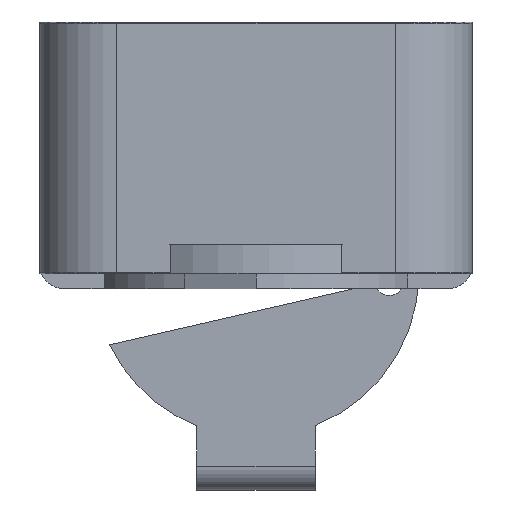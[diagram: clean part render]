
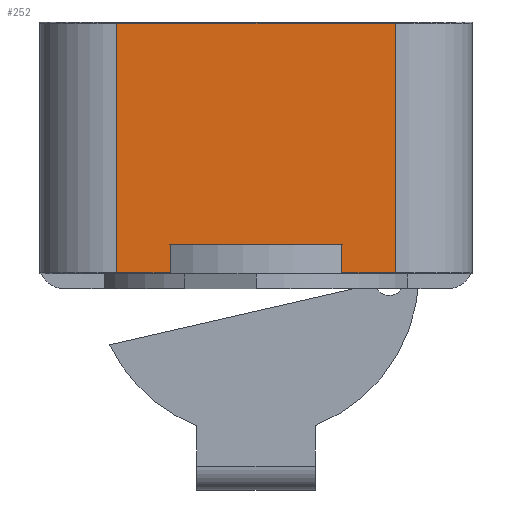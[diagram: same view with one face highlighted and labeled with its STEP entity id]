
A CAD part, front view. The second image highlights one B-rep face of the part: STEP entity #252.
In plain terms, the highlighted planar face has unit normal (0, -1, 0).
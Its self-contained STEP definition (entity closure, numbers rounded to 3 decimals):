
#252 = ADVANCED_FACE( '', ( #598 ), #599, .F. );
#598 = FACE_OUTER_BOUND( '', #1072, .T. );
#599 = PLANE( '', #1073 );
#1072 = EDGE_LOOP( '', ( #1758, #1759, #1760, #1761, #1762, #1763, #1764, #1765 ) );
#1073 = AXIS2_PLACEMENT_3D( '', #1766, #1767, #1768 );
#1758 = ORIENTED_EDGE( '', *, *, #3257, .F. );
#1759 = ORIENTED_EDGE( '', *, *, #3258, .T. );
#1760 = ORIENTED_EDGE( '', *, *, #3155, .T. );
#1761 = ORIENTED_EDGE( '', *, *, #3259, .T. );
#1762 = ORIENTED_EDGE( '', *, *, #3125, .T. );
#1763 = ORIENTED_EDGE( '', *, *, #3164, .T. );
#1764 = ORIENTED_EDGE( '', *, *, #3260, .T. );
#1765 = ORIENTED_EDGE( '', *, *, #3261, .F. );
#1766 = CARTESIAN_POINT( '', ( -3.65, -3.65, 4.25 ) );
#1767 = DIRECTION( '', ( 0., 1., 0. ) );
#1768 = DIRECTION( '', ( -1., 0., 0. ) );
#3125 = EDGE_CURVE( '', #3725, #3723, #3726, .F. );
#3155 = EDGE_CURVE( '', #3771, #3775, #3777, .T. );
#3164 = EDGE_CURVE( '', #3723, #3791, #3793, .T. );
#3257 = EDGE_CURVE( '', #3952, #3953, #3954, .T. );
#3258 = EDGE_CURVE( '', #3952, #3771, #3955, .T. );
#3259 = EDGE_CURVE( '', #3775, #3725, #3956, .F. );
#3260 = EDGE_CURVE( '', #3791, #3957, #3958, .T. );
#3261 = EDGE_CURVE( '', #3953, #3957, #3959, .T. );
#3723 = VERTEX_POINT( '', #4802 );
#3725 = VERTEX_POINT( '', #4804 );
#3726 = LINE( '', #4805, #4806 );
#3771 = VERTEX_POINT( '', #4904 );
#3775 = VERTEX_POINT( '', #4909 );
#3777 = LINE( '', #4911, #4912 );
#3791 = VERTEX_POINT( '', #4929 );
#3793 = LINE( '', #4931, #4932 );
#3952 = VERTEX_POINT( '', #5197 );
#3953 = VERTEX_POINT( '', #5198 );
#3954 = LINE( '', #5199, #5200 );
#3955 = LINE( '', #5201, #5202 );
#3956 = LINE( '', #5203, #5204 );
#3957 = VERTEX_POINT( '', #5205 );
#3958 = LINE( '', #5206, #5207 );
#3959 = LINE( '', #5208, #5209 );
#4802 = CARTESIAN_POINT( '', ( -2.35, -3.65, 4.23 ) );
#4804 = CARTESIAN_POINT( '', ( 2.35, -3.65, 4.23 ) );
#4805 = CARTESIAN_POINT( '', ( -2.35, -3.65, 4.23 ) );
#4806 = VECTOR( '', #6524, 1000. );
#4904 = CARTESIAN_POINT( '', ( 1.45, -3.65, 0.02 ) );
#4909 = CARTESIAN_POINT( '', ( 2.35, -3.65, 0.02 ) );
#4911 = CARTESIAN_POINT( '', ( -3.65, -3.65, 0.02 ) );
#4912 = VECTOR( '', #6544, 1000. );
#4929 = CARTESIAN_POINT( '', ( -2.35, -3.65, 0.02 ) );
#4931 = CARTESIAN_POINT( '', ( -2.35, -3.65, 4.25 ) );
#4932 = VECTOR( '', #6557, 1000. );
#5197 = CARTESIAN_POINT( '', ( 1.45, -3.65, 0.5 ) );
#5198 = CARTESIAN_POINT( '', ( -1.45, -3.65, 0.5 ) );
#5199 = CARTESIAN_POINT( '', ( -1.45, -3.65, 0.5 ) );
#5200 = VECTOR( '', #6644, 1000. );
#5201 = CARTESIAN_POINT( '', ( 1.45, -3.65, 0.5 ) );
#5202 = VECTOR( '', #6645, 1000. );
#5203 = CARTESIAN_POINT( '', ( 2.35, -3.65, 4.25 ) );
#5204 = VECTOR( '', #6646, 1000. );
#5205 = CARTESIAN_POINT( '', ( -1.45, -3.65, 0.02 ) );
#5206 = CARTESIAN_POINT( '', ( -3.65, -3.65, 0.02 ) );
#5207 = VECTOR( '', #6647, 1000. );
#5208 = CARTESIAN_POINT( '', ( -1.45, -3.65, 0.5 ) );
#5209 = VECTOR( '', #6648, 1000. );
#6524 = DIRECTION( '', ( 1., 0., 0. ) );
#6544 = DIRECTION( '', ( 1., 0., 0. ) );
#6557 = DIRECTION( '', ( 0., 0., -1. ) );
#6644 = DIRECTION( '', ( -1., 0., 0. ) );
#6645 = DIRECTION( '', ( 0., 0., -1. ) );
#6646 = DIRECTION( '', ( 0., 0., -1. ) );
#6647 = DIRECTION( '', ( 1., 0., 0. ) );
#6648 = DIRECTION( '', ( 0., 0., -1. ) );
